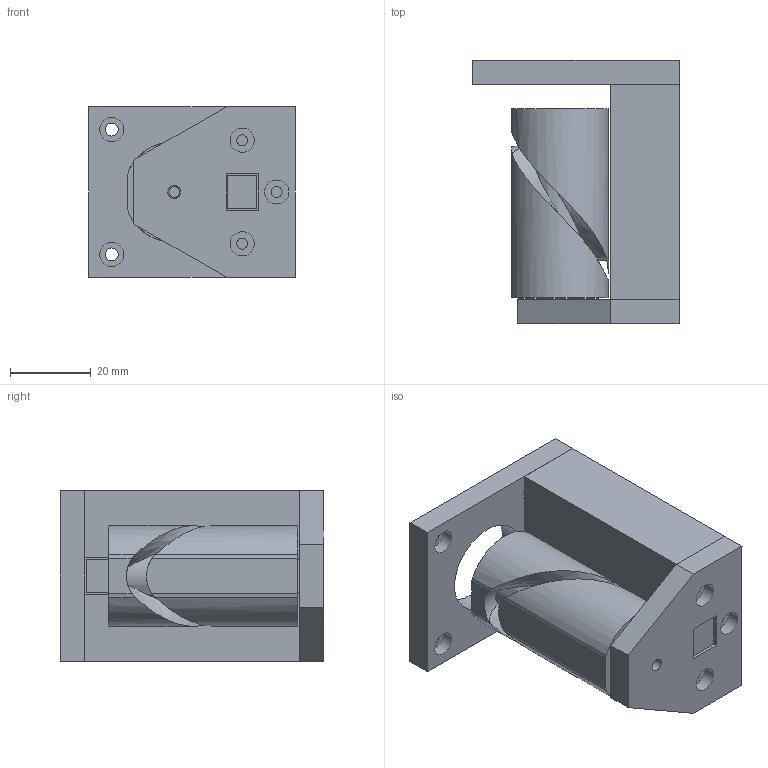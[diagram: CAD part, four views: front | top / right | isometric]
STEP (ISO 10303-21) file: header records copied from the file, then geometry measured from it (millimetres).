
FILE_DESCRIPTION(/* description */ (''),/* implementation_level */ '2;1');
FILE_NAME(/* name */ 'Stepper Pusher v12.step',/* time_stamp */ '2021-11-05T20:24:50-05:00',/* author */ (''),/* organization */ (''),/* preprocessor_version */ 'ST-DEVELOPER v18.1',/* originating_system */ 'Autodesk Translation Framework v10.10.0.1391',/* authorisation */ '');
FILE_SCHEMA (('AUTOMOTIVE_DESIGN { 1 0 10303 214 3 1 1 }'));
Length unit declared in the file: millimetre
Products named in the file (4): Stepper Pusher; Inner Cylinder; Mount; Pusher
Assembly tree (3 placements, depth 2):
  Stepper Pusher
    Inner Cylinder
    Mount
    Pusher
Bounding box: 51.15 x 65.4 x 42.3 mm (x, y, z)
Volume: 75969.1 mm3; surface area: 26253.8 mm2
Topology: 5 solids, 5 shells, 113 faces, 254 edges, 169 vertices
Faces by surface type: plane 67, cylinder 40, bspline 6
Full cylindrical faces by diameter (mm): 2.7 x14, 3.2 x5, 6 x11, 15 x1, 23 x1
Entity records: 3918 total; most frequent: CARTESIAN_POINT 1220, DIRECTION 517, ORIENTED_EDGE 506, EDGE_CURVE 253, AXIS2_PLACEMENT_3D 191, VERTEX_POINT 169, EDGE_LOOP 159, LINE 135
